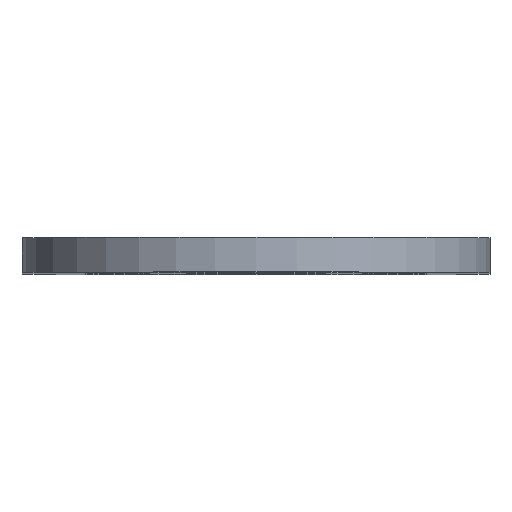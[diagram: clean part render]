
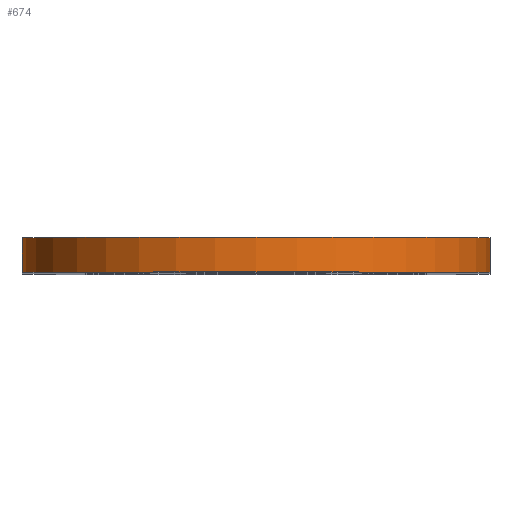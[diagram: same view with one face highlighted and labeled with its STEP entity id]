
A CAD part, top view. The second image highlights one B-rep face of the part: STEP entity #674.
In plain terms, the highlighted cylindrical face has radius 13.5 mm (diameter 27 mm), a partial arc.
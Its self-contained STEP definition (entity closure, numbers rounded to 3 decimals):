
#96=FACE_OUTER_BOUND('',#127,.T.);
#127=EDGE_LOOP('',(#554,#555,#556,#557));
#209=LINE('',#1146,#242);
#211=LINE('',#1152,#244);
#242=VECTOR('',#965,1000.);
#244=VECTOR('',#971,1000.);
#299=CIRCLE('',#772,13.5);
#300=CIRCLE('',#773,13.5);
#355=VERTEX_POINT('',#1143);
#356=VERTEX_POINT('',#1145);
#357=VERTEX_POINT('',#1149);
#358=VERTEX_POINT('',#1151);
#439=EDGE_CURVE('',#356,#355,#209,.T.);
#441=EDGE_CURVE('',#355,#357,#299,.T.);
#442=EDGE_CURVE('',#358,#357,#211,.T.);
#443=EDGE_CURVE('',#356,#358,#300,.T.);
#554=ORIENTED_EDGE('',*,*,#441,.T.);
#555=ORIENTED_EDGE('',*,*,#442,.F.);
#556=ORIENTED_EDGE('',*,*,#443,.F.);
#557=ORIENTED_EDGE('',*,*,#439,.T.);
#646=CYLINDRICAL_SURFACE('',#771,13.5);
#674=ADVANCED_FACE('',(#96),#646,.T.);
#771=AXIS2_PLACEMENT_3D('',#1148,#967,#968);
#772=AXIS2_PLACEMENT_3D('',#1150,#969,#970);
#773=AXIS2_PLACEMENT_3D('',#1153,#972,#973);
#965=DIRECTION('',(0.,-1.,0.));
#967=DIRECTION('center_axis',(0.,-1.,0.));
#968=DIRECTION('ref_axis',(0.,0.,1.));
#969=DIRECTION('center_axis',(0.,1.,0.));
#970=DIRECTION('ref_axis',(0.,0.,1.));
#971=DIRECTION('',(0.,-1.,0.));
#972=DIRECTION('center_axis',(0.,1.,0.));
#973=DIRECTION('ref_axis',(0.,0.,1.));
#1143=CARTESIAN_POINT('',(-13.5,0.,32.));
#1145=CARTESIAN_POINT('',(-13.5,2.,32.));
#1146=CARTESIAN_POINT('',(-13.5,2.,32.));
#1148=CARTESIAN_POINT('Origin',(0.,2.,32.));
#1149=CARTESIAN_POINT('',(13.5,0.,32.));
#1150=CARTESIAN_POINT('Origin',(0.,0.,32.));
#1151=CARTESIAN_POINT('',(13.5,2.,32.));
#1152=CARTESIAN_POINT('',(13.5,2.,32.));
#1153=CARTESIAN_POINT('Origin',(0.,2.,32.));
